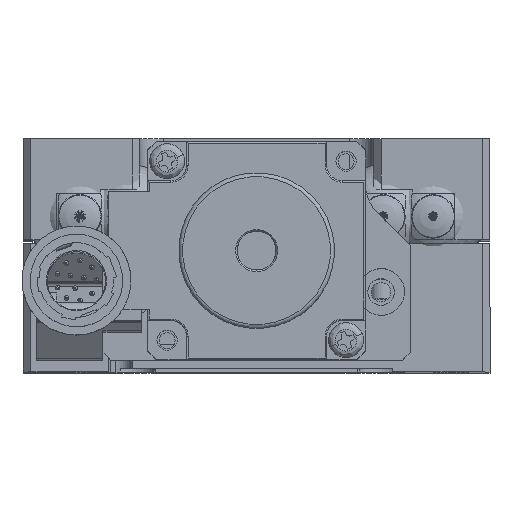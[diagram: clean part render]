
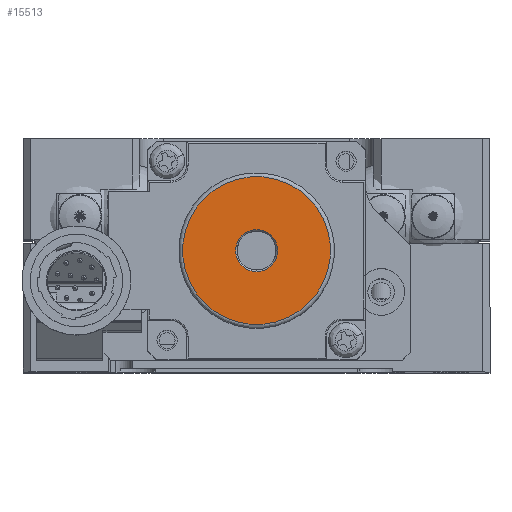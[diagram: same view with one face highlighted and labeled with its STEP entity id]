
A CAD part, top view. The second image highlights one B-rep face of the part: STEP entity #15513.
In plain terms, the highlighted planar face has unit normal (0, 0, 1).
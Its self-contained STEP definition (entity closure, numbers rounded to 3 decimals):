
#1809 = AXIS2_PLACEMENT_3D ( 'NONE', #21296, #19656, #13043 ) ;
#1878 = CARTESIAN_POINT ( 'NONE',  ( -54.062, 83.203, 120.314 ) ) ;
#2213 = CARTESIAN_POINT ( 'NONE',  ( -55.972, 81.295, 120.314 ) ) ;
#2711 = ORIENTED_EDGE ( 'NONE', *, *, #16950, .T. ) ;
#3357 = EDGE_LOOP ( 'NONE', ( #2711 ) ) ;
#8263 = DIRECTION ( 'NONE',  ( 0., 0., 1. ) ) ;
#8798 = AXIS2_PLACEMENT_3D ( 'NONE', #11773, #8263, #14974 ) ;
#10190 = CARTESIAN_POINT ( 'NONE',  ( -60.784, 76.49, 120.314 ) ) ;
#11270 = CIRCLE ( 'NONE', #1809, 2.7 ) ;
#11773 = CARTESIAN_POINT ( 'NONE',  ( -54.062, 83.203, 120.314 ) ) ;
#11823 = EDGE_CURVE ( 'NONE', #18900, #18900, #11270, .T. ) ;
#13043 = DIRECTION ( 'NONE',  ( -0.708, -0.707, 0. ) ) ;
#13301 = DIRECTION ( 'NONE',  ( 0., 0., 1. ) ) ;
#13741 = DIRECTION ( 'NONE',  ( -0.708, -0.707, 0. ) ) ;
#14974 = DIRECTION ( 'NONE',  ( -0.708, -0.707, 0. ) ) ;
#15513 = ADVANCED_FACE ( 'NONE', ( #16519, #16620 ), #18381, .T. ) ;
#15566 = CIRCLE ( 'NONE', #17694, 9.5 ) ;
#16519 = FACE_BOUND ( 'NONE', #19918, .T. ) ;
#16620 = FACE_OUTER_BOUND ( 'NONE', #3357, .T. ) ;
#16748 = ORIENTED_EDGE ( 'NONE', *, *, #11823, .T. ) ;
#16950 = EDGE_CURVE ( 'NONE', #21630, #21630, #15566, .T. ) ;
#17694 = AXIS2_PLACEMENT_3D ( 'NONE', #1878, #13301, #13741 ) ;
#18381 = PLANE ( 'NONE',  #8798 ) ;
#18900 = VERTEX_POINT ( 'NONE', #2213 ) ;
#19656 = DIRECTION ( 'NONE',  ( 0., 0., -1. ) ) ;
#19918 = EDGE_LOOP ( 'NONE', ( #16748 ) ) ;
#21296 = CARTESIAN_POINT ( 'NONE',  ( -54.062, 83.203, 120.314 ) ) ;
#21630 = VERTEX_POINT ( 'NONE', #10190 ) ;
